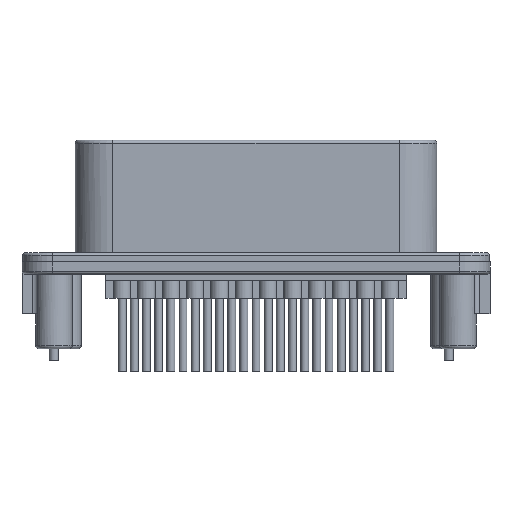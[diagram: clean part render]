
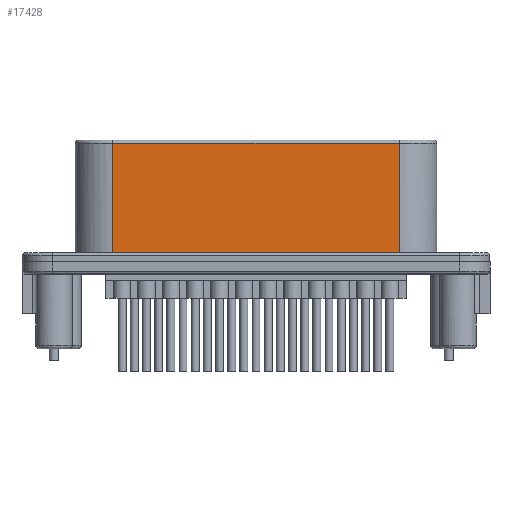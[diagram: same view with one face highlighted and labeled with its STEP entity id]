
A CAD part, front view. The second image highlights one B-rep face of the part: STEP entity #17428.
In plain terms, the highlighted planar face has unit normal (0, -1, 0).
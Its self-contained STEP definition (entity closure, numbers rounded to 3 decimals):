
#5025=DIRECTION('',(1.,0.,0.));
#5026=VECTOR('',#5025,47.);
#5027=CARTESIAN_POINT('',(-23.5,-11.8,-0.5));
#5028=LINE('',#5027,#5026);
#5029=DIRECTION('',(-1.,0.,0.));
#5030=VECTOR('',#5029,47.);
#5031=CARTESIAN_POINT('',(23.5,-11.8,-19.5));
#5032=LINE('',#5031,#5030);
#5033=DIRECTION('',(0.,0.,-1.));
#5034=VECTOR('',#5033,19.);
#5035=CARTESIAN_POINT('',(-23.5,-11.8,-0.5));
#5036=LINE('',#5035,#5034);
#5056=DIRECTION('',(0.,0.,-1.));
#5057=VECTOR('',#5056,19.);
#5058=CARTESIAN_POINT('',(23.5,-11.8,-0.5));
#5059=LINE('',#5058,#5057);
#9324=CARTESIAN_POINT('',(23.5,-11.8,-0.5));
#9325=VERTEX_POINT('',#9324);
#9328=CARTESIAN_POINT('',(-23.5,-11.8,-0.5));
#9329=VERTEX_POINT('',#9328);
#9872=CARTESIAN_POINT('',(23.5,-11.8,-19.5));
#9873=CARTESIAN_POINT('',(-23.5,-11.8,-19.5));
#9874=VERTEX_POINT('',#9872);
#9875=VERTEX_POINT('',#9873);
#17415=CARTESIAN_POINT('',(-23.5,-11.8,0.));
#17416=DIRECTION('',(0.,-1.,0.));
#17417=DIRECTION('',(1.,0.,0.));
#17418=AXIS2_PLACEMENT_3D('',#17415,#17416,#17417);
#17419=PLANE('',#17418);
#17420=ORIENTED_EDGE('',*,*,#17039,.T.);
#17422=ORIENTED_EDGE('',*,*,#17421,.T.);
#17424=ORIENTED_EDGE('',*,*,#17423,.T.);
#17425=ORIENTED_EDGE('',*,*,#17404,.F.);
#17426=EDGE_LOOP('',(#17420,#17422,#17424,#17425));
#17427=FACE_OUTER_BOUND('',#17426,.F.);
#17039=EDGE_CURVE('',#9329,#9325,#5028,.T.);
#17404=EDGE_CURVE('',#9329,#9875,#5036,.T.);
#17421=EDGE_CURVE('',#9325,#9874,#5059,.T.);
#17423=EDGE_CURVE('',#9874,#9875,#5032,.T.);
#17428=ADVANCED_FACE('',(#17427),#17419,.T.);
